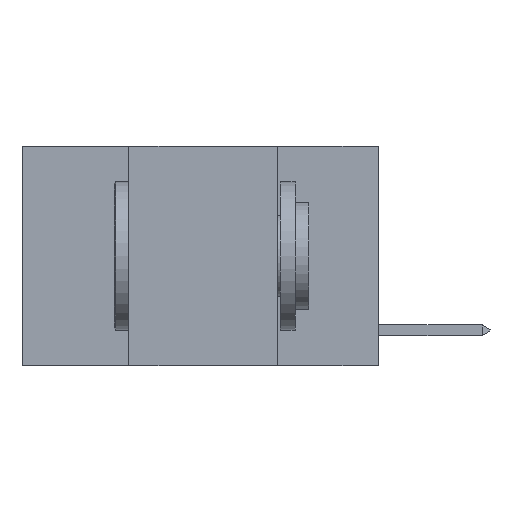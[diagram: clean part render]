
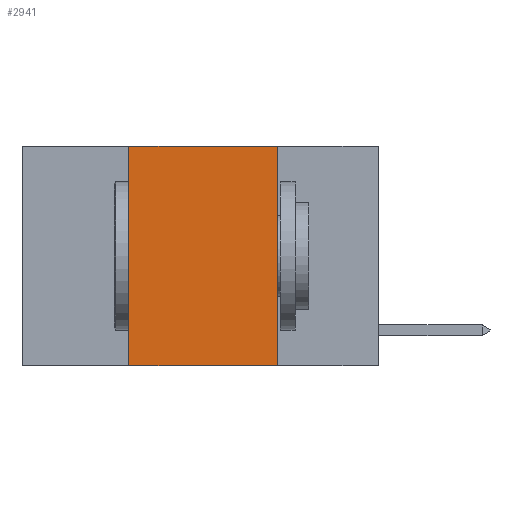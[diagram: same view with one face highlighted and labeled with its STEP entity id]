
A CAD part, left-side view. The second image highlights one B-rep face of the part: STEP entity #2941.
In plain terms, the highlighted planar face has unit normal (-1, 0, 0).
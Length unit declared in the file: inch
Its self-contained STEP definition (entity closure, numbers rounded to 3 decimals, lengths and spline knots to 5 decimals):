
#748 = CARTESIAN_POINT ( 'NONE',  ( 0., 0.6, 0. ) ) ;
#1040 = DIRECTION ( 'NONE',  ( 0., 0., -1. ) ) ;
#1585 = LINE ( 'NONE', #748, #2712 ) ;
#1771 = EDGE_LOOP ( 'NONE', ( #4529, #8561, #2729, #7559 ) ) ;
#2035 = VECTOR ( 'NONE', #6793, 39.37008 ) ;
#2349 = DIRECTION ( 'NONE',  ( 0., 0., 1. ) ) ;
#2351 = DIRECTION ( 'NONE',  ( 0., -1., 0. ) ) ;
#2712 = VECTOR ( 'NONE', #2351, 39.37008 ) ;
#2729 = ORIENTED_EDGE ( 'NONE', *, *, #9472, .F. ) ;
#2941 = ADVANCED_FACE ( 'NONE', ( #8697 ), #7824, .F. ) ;
#3433 = CARTESIAN_POINT ( 'NONE',  ( 0., 0.6, -0.37 ) ) ;
#3731 = VERTEX_POINT ( 'NONE', #5699 ) ;
#3761 = EDGE_CURVE ( 'NONE', #9780, #3731, #1585, .T. ) ;
#3795 = DIRECTION ( 'NONE',  ( 0., 0., -1. ) ) ;
#3828 = VERTEX_POINT ( 'NONE', #7633 ) ;
#3891 = EDGE_CURVE ( 'NONE', #3828, #7473, #7457, .T. ) ;
#4402 = CARTESIAN_POINT ( 'NONE',  ( 0., 0.6, 0. ) ) ;
#4508 = DIRECTION ( 'NONE',  ( 1., 0., 0. ) ) ;
#4529 = ORIENTED_EDGE ( 'NONE', *, *, #6580, .F. ) ;
#4944 = LINE ( 'NONE', #6574, #5099 ) ;
#5099 = VECTOR ( 'NONE', #2349, 39.37008 ) ;
#5291 = CARTESIAN_POINT ( 'NONE',  ( 0., 0.17, -0.37 ) ) ;
#5699 = CARTESIAN_POINT ( 'NONE',  ( 0., 0.17, 0. ) ) ;
#6266 = AXIS2_PLACEMENT_3D ( 'NONE', #4402, #4508, #3795 ) ;
#6574 = CARTESIAN_POINT ( 'NONE',  ( 0., 0.42, 0. ) ) ;
#6580 = EDGE_CURVE ( 'NONE', #3731, #7473, #6925, .T. ) ;
#6793 = DIRECTION ( 'NONE',  ( 0., -1., 0. ) ) ;
#6925 = LINE ( 'NONE', #9564, #8380 ) ;
#7457 = LINE ( 'NONE', #3433, #2035 ) ;
#7473 = VERTEX_POINT ( 'NONE', #5291 ) ;
#7559 = ORIENTED_EDGE ( 'NONE', *, *, #3891, .T. ) ;
#7633 = CARTESIAN_POINT ( 'NONE',  ( 0., 0.42, -0.37 ) ) ;
#7824 = PLANE ( 'NONE',  #6266 ) ;
#7975 = CARTESIAN_POINT ( 'NONE',  ( 0., 0.42, 0. ) ) ;
#8380 = VECTOR ( 'NONE', #1040, 39.37008 ) ;
#8561 = ORIENTED_EDGE ( 'NONE', *, *, #3761, .F. ) ;
#8697 = FACE_OUTER_BOUND ( 'NONE', #1771, .T. ) ;
#9472 = EDGE_CURVE ( 'NONE', #3828, #9780, #4944, .T. ) ;
#9564 = CARTESIAN_POINT ( 'NONE',  ( 0., 0.17, 0. ) ) ;
#9780 = VERTEX_POINT ( 'NONE', #7975 ) ;
